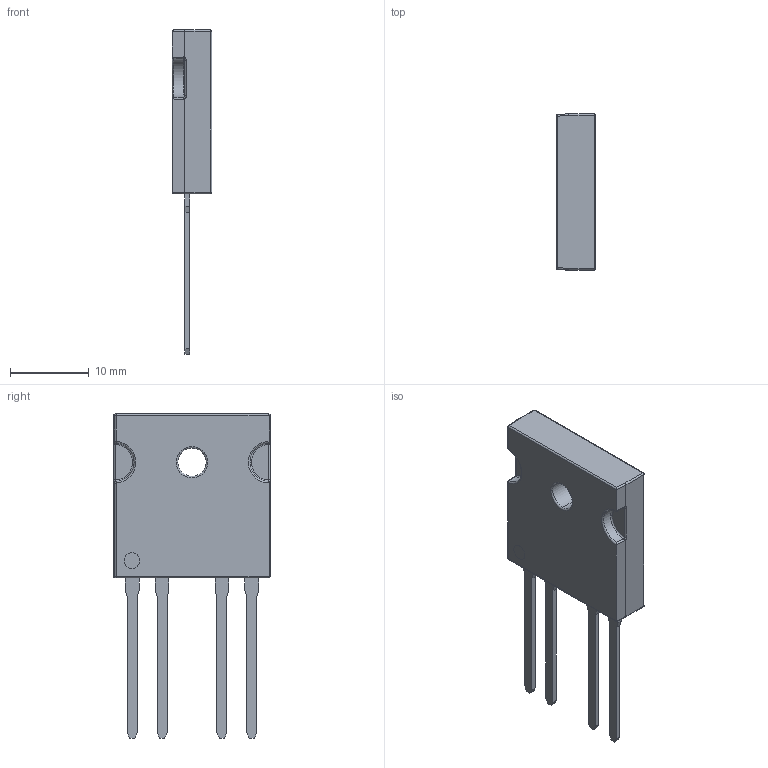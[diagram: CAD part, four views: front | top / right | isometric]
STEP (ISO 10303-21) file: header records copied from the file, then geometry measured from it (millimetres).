
FILE_DESCRIPTION (( 'STEP AP214' ), '1' );
FILE_NAME ('CPC1998J.STEP', '2022-12-26T03:51:18', ( '' ), ( '' ), 'SwSTEP 2.0', 'SolidWorks 2022', '' );
FILE_SCHEMA (( 'AUTOMOTIVE_DESIGN' ));
Length unit declared in the file: millimetre
Products named in the file (1): CPC1998J
Bounding box: 5.03 x 19.91 x 41.27 mm (x, y, z)
Volume: 2069.7 mm3; surface area: 2087.2 mm2
Topology: 7 solids, 7 shells, 143 faces, 340 edges, 206 vertices
Faces by surface type: plane 75, cylinder 34, sphere 12, bspline 12, torus 10
Entity records: 4756 total; most frequent: CARTESIAN_POINT 1476, ORIENTED_EDGE 664, DIRECTION 644, EDGE_CURVE 332, AXIS2_PLACEMENT_3D 222, VERTEX_POINT 206, LINE 200, VECTOR 200
